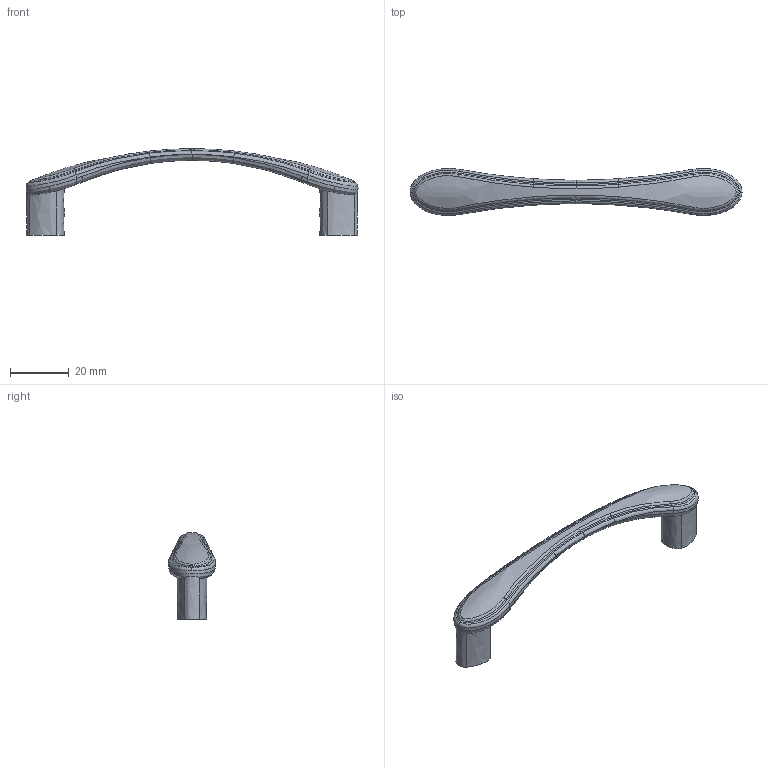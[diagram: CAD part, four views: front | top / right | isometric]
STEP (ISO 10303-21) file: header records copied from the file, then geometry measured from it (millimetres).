
FILE_DESCRIPTION(('Creo Elements/Direct Modeling STEP Export'),'2;1');
FILE_NAME('1651-113.stp','2019-01-14T13:08:57',(''),(''),'Creo Elements/Direct Modeling STEP processor for AP214 (Solid Model)','Creo Elements/Direct Modeling 20.0 12-Nov-2016 (C) Parametric Technology GmbH','');
FILE_SCHEMA(('AUTOMOTIVE_DESIGN { 1 0 10303 214 1 1 1 1 }'));
Length unit declared in the file: millimetre
Products named in the file (2): 1651-113
Assembly tree (1 placements, depth 2):
  1651-113
    1651-113
Bounding box: 112.78 x 16 x 29.5 mm (x, y, z)
Volume: 8754.2 mm3; surface area: 4613.3 mm2
Topology: 1 solids, 1 shells, 89 faces, 214 edges, 128 vertices
Faces by surface type: bspline 52, extrusion 21, cylinder 8, plane 4, cone 4
Entity records: 23650 total; most frequent: CARTESIAN_POINT 22095, ORIENTED_EDGE 420, EDGE_CURVE 210, DIRECTION 131, VERTEX_POINT 128, B_SPLINE_CURVE_WITH_KNOTS 108, EDGE_LOOP 94, FACE_OUTER_BOUND 89
